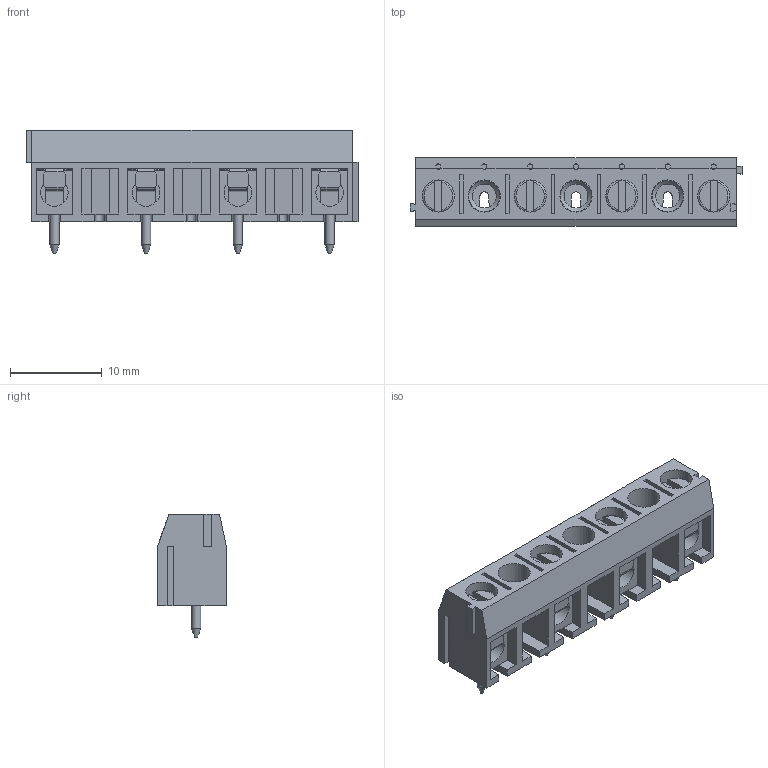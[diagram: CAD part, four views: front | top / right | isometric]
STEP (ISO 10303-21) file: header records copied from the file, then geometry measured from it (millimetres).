
FILE_DESCRIPTION(/* description */ ('Unknown'),/* implementation_level */ '2;1');
FILE_NAME(/* name */ '691102810004',/* time_stamp */ '2021-10-04T13:50:33+02:00',/* author */ ('Unknown'),/* organization */ ('Unknown'),/* preprocessor_version */ 'ST-DEVELOPER v16.7',/* originating_system */ 'Solid Edge',/* authorisation */ 'Unknown');
FILE_SCHEMA (('AUTOMOTIVE_DESIGN {1 0 10303 214 3 1 1}'));
Length unit declared in the file: millimetre
Products named in the file (5): 6911028100xx; 691502710007; 6911027100xx_CAGE; 6911027100xx_Spring; 6911027100xx_Screw
Assembly tree (13 placements, depth 2):
  6911028100xx
    691502710007
    6911027100xx_CAGE  x4
    6911027100xx_Spring  x4
    6911027100xx_Screw  x4
Bounding box: 36.2 x 7.5 x 13.5 mm (x, y, z)
Volume: 1628.7 mm3; surface area: 3649 mm2
Topology: 13 solids, 13 shells, 446 faces, 1177 edges, 764 vertices
Faces by surface type: plane 314, cylinder 101, cone 19, torus 12
Full cylindrical faces by diameter (mm): 0.6 x7, 1 x4, 2 x4, 2.5 x4, 2.75 x4, 3 x4, 3.5 x11
Entity records: 7641 total; most frequent: CARTESIAN_POINT 1300, ORIENTED_EDGE 1224, DIRECTION 1218, EDGE_CURVE 612, LINE 496, VECTOR 496, VERTEX_POINT 416, AXIS2_PLACEMENT_3D 361
